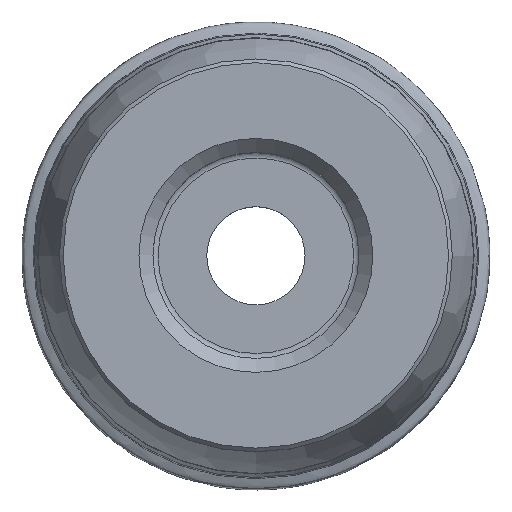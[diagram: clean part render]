
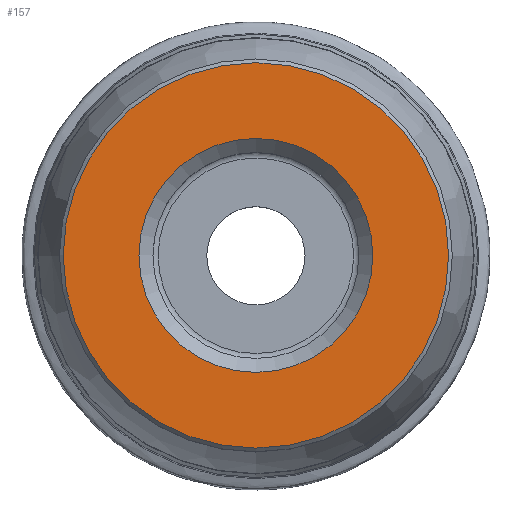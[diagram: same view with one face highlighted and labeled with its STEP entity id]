
A CAD part, top view. The second image highlights one B-rep face of the part: STEP entity #157.
In plain terms, the highlighted planar face has unit normal (0, 0, 1).
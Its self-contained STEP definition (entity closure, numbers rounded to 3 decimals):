
#119=PLANE('',#689);
#157=ADVANCED_FACE('CU_BACK_F001',(#226,#227),#119,.F.);
#226=FACE_BOUND('',#303,.T.);
#227=FACE_BOUND('',#304,.T.);
#303=EDGE_LOOP('',(#379));
#304=EDGE_LOOP('',(#380));
#379=ORIENTED_EDGE('',*,*,#471,.T.);
#380=ORIENTED_EDGE('',*,*,#474,.T.);
#432=VERTEX_POINT('',#1017);
#435=VERTEX_POINT('',#1025);
#471=EDGE_CURVE('',#432,#432,#509,.T.);
#474=EDGE_CURVE('',#435,#435,#512,.T.);
#509=CIRCLE('',#683,20.6);
#512=CIRCLE('',#688,12.505);
#683=AXIS2_PLACEMENT_3D('',#1016,#830,#831);
#688=AXIS2_PLACEMENT_3D('',#1024,#840,#841);
#689=AXIS2_PLACEMENT_3D('',#1026,#842,#843);
#830=DIRECTION('',(0.,0.,1.));
#831=DIRECTION('',(-1.,0.,0.));
#840=DIRECTION('',(0.,0.,-1.));
#841=DIRECTION('',(1.,0.,0.));
#842=DIRECTION('',(0.,0.,-1.));
#843=DIRECTION('',(-1.,0.,0.));
#1016=CARTESIAN_POINT('',(0.,0.,0.));
#1017=CARTESIAN_POINT('',(-20.6,0.,0.));
#1024=CARTESIAN_POINT('',(0.,0.,0.));
#1025=CARTESIAN_POINT('',(12.505,0.,0.));
#1026=CARTESIAN_POINT('',(-22.,0.,0.));
